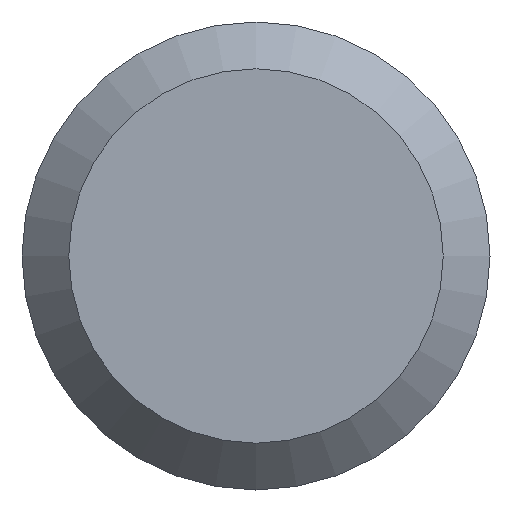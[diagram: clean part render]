
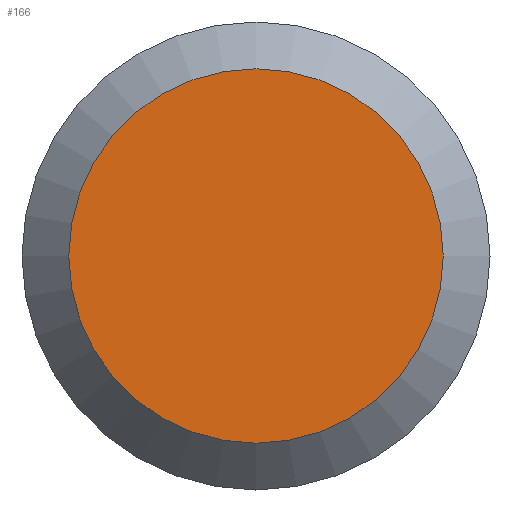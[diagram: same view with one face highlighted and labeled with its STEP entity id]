
A CAD part, left-side view. The second image highlights one B-rep face of the part: STEP entity #166.
In plain terms, the highlighted planar face has unit normal (-1, 0, 0).
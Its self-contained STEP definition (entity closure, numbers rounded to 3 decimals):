
#13 = FACE_OUTER_BOUND ( 'NONE', #50, .T. ) ;
#23 = AXIS2_PLACEMENT_3D ( 'NONE', #106, #117, #192 ) ;
#35 = AXIS2_PLACEMENT_3D ( 'NONE', #37, #93, #157 ) ;
#37 = CARTESIAN_POINT ( 'NONE',  ( 0., 0., 0. ) ) ;
#50 = EDGE_LOOP ( 'NONE', ( #124 ) ) ;
#68 = CIRCLE ( 'NONE', #35, 2.96 ) ;
#93 = DIRECTION ( 'NONE',  ( -1., 0., 0. ) ) ;
#97 = VERTEX_POINT ( 'NONE', #149 ) ;
#106 = CARTESIAN_POINT ( 'NONE',  ( 0., 3.7, 0. ) ) ;
#117 = DIRECTION ( 'NONE',  ( 1., 0., 0. ) ) ;
#124 = ORIENTED_EDGE ( 'NONE', *, *, #141, .T. ) ;
#141 = EDGE_CURVE ( 'NONE', #97, #97, #68, .T. ) ;
#149 = CARTESIAN_POINT ( 'NONE',  ( 0., 0., -2.96 ) ) ;
#157 = DIRECTION ( 'NONE',  ( 0., 0., -1. ) ) ;
#166 = ADVANCED_FACE ( 'NONE', ( #13 ), #191, .F. ) ;
#191 = PLANE ( 'NONE',  #23 ) ;
#192 = DIRECTION ( 'NONE',  ( 0., 0., -1. ) ) ;
